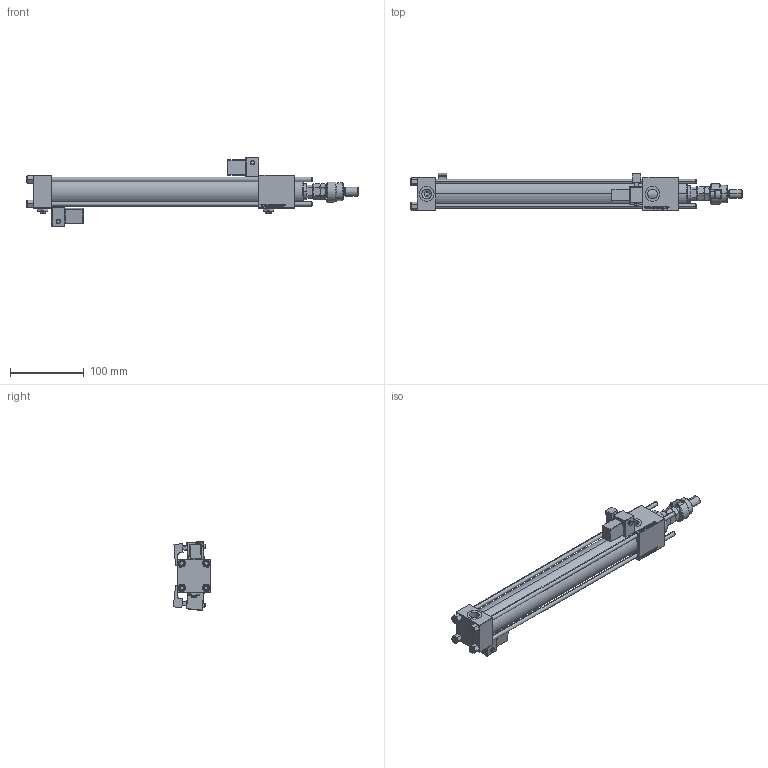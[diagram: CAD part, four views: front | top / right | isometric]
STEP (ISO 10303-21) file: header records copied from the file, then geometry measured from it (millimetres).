
FILE_DESCRIPTION (( 'STEP AP203' ), '1' );
FILE_NAME ('28de.STEP', '2022-04-14T19:16:18', ( '' ), ( '' ), 'SwSTEP 2.0', 'SolidWorks 2019', '' );
FILE_SCHEMA (( 'CONFIG_CONTROL_DESIGN' ));
Length unit declared in the file: millimetre
Products named in the file (11): MFA d7d507087ee13f62162a9de812a4c0ed; FEMALE_PART_FOR_DFA d7d507087ee13f62162a9de812a4c0ed; V215CR_B-1 d7d507087ee13f62162a9de812a4c0ed; V215CR_MSU d7d507087ee13f62162a9de812a4c0ed; Zatka_pro_OIL_PORT d7d507087ee13f62162a9de812a4c0ed; V215_VC_A d7d507087ee13f62162a9de812a4c0ed; DFA d7d507087ee13f62162a9de812a4c0ed; NUT_M5_B d7d507087ee13f62162a9de812a4c0ed; V215CR_VCP_B d7d507087ee13f62162a9de812a4c0ed; 28de; V215CR_B_TYCINKA d7d507087ee13f62162a9de812a4c0ed
Assembly tree (18 placements, depth 3):
  28de
    V215CR_B-1 d7d507087ee13f62162a9de812a4c0ed
    V215CR_VCP_B d7d507087ee13f62162a9de812a4c0ed
    NUT_M5_B d7d507087ee13f62162a9de812a4c0ed  x4
    V215CR_B_TYCINKA d7d507087ee13f62162a9de812a4c0ed  x4
    V215_VC_A d7d507087ee13f62162a9de812a4c0ed
    DFA d7d507087ee13f62162a9de812a4c0ed
      FEMALE_PART_FOR_DFA d7d507087ee13f62162a9de812a4c0ed
      MFA d7d507087ee13f62162a9de812a4c0ed
    V215CR_MSU d7d507087ee13f62162a9de812a4c0ed  x2
    Zatka_pro_OIL_PORT d7d507087ee13f62162a9de812a4c0ed  x2
Bounding box: 449 x 50.4 x 93.13 mm (x, y, z)
Volume: 460630.6 mm3; surface area: 181569.2 mm2
Topology: 17 solids, 17 shells, 1499 faces, 3722 edges, 2351 vertices
Faces by surface type: plane 568, bspline 504, cone 218, cylinder 161, torus 24, sphere 24
Entity records: 63929 total; most frequent: CARTESIAN_POINT 35766, ORIENTED_EDGE 6350, DIRECTION 3939, EDGE_CURVE 3175, VERTEX_POINT 2049, VECTOR 1657, LINE 1657, EDGE_LOOP 1394
